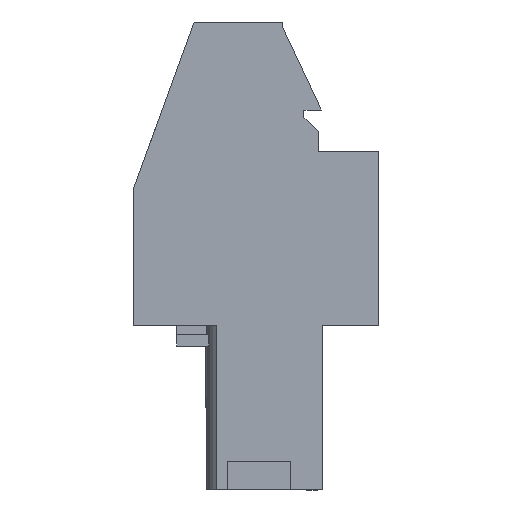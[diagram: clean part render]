
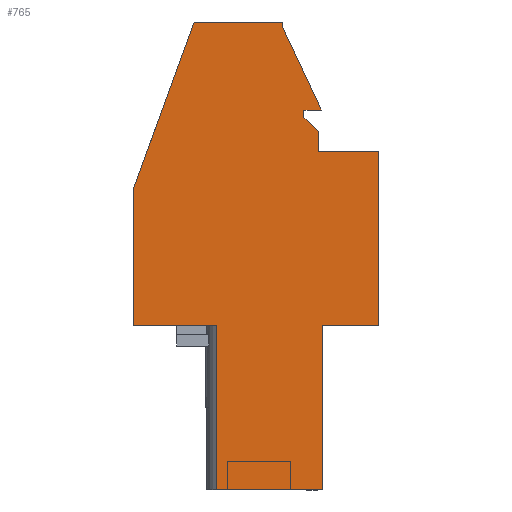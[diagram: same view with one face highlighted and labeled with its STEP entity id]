
A CAD part, left-side view. The second image highlights one B-rep face of the part: STEP entity #765.
In plain terms, the highlighted planar face has unit normal (-1, 0, 0).
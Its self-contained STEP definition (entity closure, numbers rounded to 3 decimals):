
#649=AXIS2_PLACEMENT_3D('Plane Axis2P3D',#646,#647,#648) ;
#49=CARTESIAN_POINT('Vertex',(0.,2.711,7.95)) ;
#52=CARTESIAN_POINT('Line Origine',(0.,2.711,3.975)) ;
#56=CARTESIAN_POINT('Vertex',(0.,2.711,0.)) ;
#107=CARTESIAN_POINT('Line Origine',(0.,1.356,7.95)) ;
#111=CARTESIAN_POINT('Vertex',(0.,0.,7.95)) ;
#646=CARTESIAN_POINT('Axis2P3D Location',(0.,12.132,0.)) ;
#651=CARTESIAN_POINT('Line Origine',(0.,5.261,0.)) ;
#655=CARTESIAN_POINT('Vertex',(0.,7.811,0.)) ;
#658=CARTESIAN_POINT('Line Origine',(0.,0.,12.15)) ;
#662=CARTESIAN_POINT('Vertex',(0.,0.,16.35)) ;
#665=CARTESIAN_POINT('Line Origine',(0.,1.45,16.35)) ;
#669=CARTESIAN_POINT('Vertex',(0.,2.9,16.35)) ;
#672=CARTESIAN_POINT('Line Origine',(0.,2.9,16.825)) ;
#676=CARTESIAN_POINT('Vertex',(0.,2.9,17.3)) ;
#679=CARTESIAN_POINT('Line Origine',(0.,3.25,17.65)) ;
#683=CARTESIAN_POINT('Vertex',(0.,3.6,18.)) ;
#686=CARTESIAN_POINT('Line Origine',(0.,3.6,18.175)) ;
#690=CARTESIAN_POINT('Vertex',(0.,3.6,18.35)) ;
#693=CARTESIAN_POINT('Line Origine',(0.,3.18,18.35)) ;
#697=CARTESIAN_POINT('Vertex',(0.,2.76,18.35)) ;
#700=CARTESIAN_POINT('Line Origine',(0.,3.704,20.375)) ;
#704=CARTESIAN_POINT('Vertex',(0.,4.649,22.4)) ;
#707=CARTESIAN_POINT('Line Origine',(0.,4.649,22.5)) ;
#711=CARTESIAN_POINT('Vertex',(0.,4.649,22.6)) ;
#714=CARTESIAN_POINT('Line Origine',(0.,6.778,22.6)) ;
#718=CARTESIAN_POINT('Vertex',(0.,8.908,22.6)) ;
#721=CARTESIAN_POINT('Line Origine',(0.,10.369,18.586)) ;
#725=CARTESIAN_POINT('Vertex',(0.,11.83,14.572)) ;
#728=CARTESIAN_POINT('Line Origine',(0.,11.83,11.261)) ;
#732=CARTESIAN_POINT('Vertex',(0.,11.83,7.95)) ;
#735=CARTESIAN_POINT('Line Origine',(0.,9.821,7.95)) ;
#739=CARTESIAN_POINT('Vertex',(0.,7.811,7.95)) ;
#742=CARTESIAN_POINT('Line Origine',(0.,7.811,3.975)) ;
#53=DIRECTION('Vector Direction',(0.,0.,1.)) ;
#108=DIRECTION('Vector Direction',(0.,1.,0.)) ;
#647=DIRECTION('Axis2P3D Direction',(-1.,0.,0.)) ;
#648=DIRECTION('Axis2P3D XDirection',(0.,-1.,0.)) ;
#652=DIRECTION('Vector Direction',(0.,1.,0.)) ;
#659=DIRECTION('Vector Direction',(0.,0.,1.)) ;
#666=DIRECTION('Vector Direction',(0.,1.,0.)) ;
#673=DIRECTION('Vector Direction',(0.,0.,1.)) ;
#680=DIRECTION('Vector Direction',(0.,0.707,0.707)) ;
#687=DIRECTION('Vector Direction',(0.,0.,1.)) ;
#694=DIRECTION('Vector Direction',(0.,-1.,0.)) ;
#701=DIRECTION('Vector Direction',(0.,0.423,0.906)) ;
#708=DIRECTION('Vector Direction',(0.,0.,1.)) ;
#715=DIRECTION('Vector Direction',(0.,1.,0.)) ;
#722=DIRECTION('Vector Direction',(0.,0.342,-0.94)) ;
#729=DIRECTION('Vector Direction',(0.,0.,1.)) ;
#736=DIRECTION('Vector Direction',(0.,-1.,0.)) ;
#743=DIRECTION('Vector Direction',(0.,0.,-1.)) ;
#54=VECTOR('Line Direction',#53,1.) ;
#109=VECTOR('Line Direction',#108,1.) ;
#653=VECTOR('Line Direction',#652,1.) ;
#660=VECTOR('Line Direction',#659,1.) ;
#667=VECTOR('Line Direction',#666,1.) ;
#674=VECTOR('Line Direction',#673,1.) ;
#681=VECTOR('Line Direction',#680,1.) ;
#688=VECTOR('Line Direction',#687,1.) ;
#695=VECTOR('Line Direction',#694,1.) ;
#702=VECTOR('Line Direction',#701,1.) ;
#709=VECTOR('Line Direction',#708,1.) ;
#716=VECTOR('Line Direction',#715,1.) ;
#723=VECTOR('Line Direction',#722,1.) ;
#730=VECTOR('Line Direction',#729,1.) ;
#737=VECTOR('Line Direction',#736,1.) ;
#744=VECTOR('Line Direction',#743,1.) ;
#748=ORIENTED_EDGE('',*,*,#657,.T.) ;
#749=ORIENTED_EDGE('',*,*,#58,.T.) ;
#750=ORIENTED_EDGE('',*,*,#113,.T.) ;
#751=ORIENTED_EDGE('',*,*,#664,.T.) ;
#752=ORIENTED_EDGE('',*,*,#671,.T.) ;
#753=ORIENTED_EDGE('',*,*,#678,.T.) ;
#754=ORIENTED_EDGE('',*,*,#685,.T.) ;
#755=ORIENTED_EDGE('',*,*,#692,.T.) ;
#756=ORIENTED_EDGE('',*,*,#699,.T.) ;
#757=ORIENTED_EDGE('',*,*,#706,.T.) ;
#758=ORIENTED_EDGE('',*,*,#713,.T.) ;
#759=ORIENTED_EDGE('',*,*,#720,.T.) ;
#760=ORIENTED_EDGE('',*,*,#727,.T.) ;
#761=ORIENTED_EDGE('',*,*,#734,.T.) ;
#762=ORIENTED_EDGE('',*,*,#741,.F.) ;
#763=ORIENTED_EDGE('',*,*,#746,.T.) ;
#765=ADVANCED_FACE('HOUSING',(#764),#650,.T.) ;
#58=EDGE_CURVE('',#57,#50,#55,.T.) ;
#113=EDGE_CURVE('',#50,#112,#110,.F.) ;
#657=EDGE_CURVE('',#656,#57,#654,.F.) ;
#664=EDGE_CURVE('',#112,#663,#661,.T.) ;
#671=EDGE_CURVE('',#663,#670,#668,.T.) ;
#678=EDGE_CURVE('',#670,#677,#675,.T.) ;
#685=EDGE_CURVE('',#677,#684,#682,.T.) ;
#692=EDGE_CURVE('',#684,#691,#689,.T.) ;
#699=EDGE_CURVE('',#691,#698,#696,.T.) ;
#706=EDGE_CURVE('',#698,#705,#703,.T.) ;
#713=EDGE_CURVE('',#705,#712,#710,.T.) ;
#720=EDGE_CURVE('',#712,#719,#717,.T.) ;
#727=EDGE_CURVE('',#719,#726,#724,.T.) ;
#734=EDGE_CURVE('',#726,#733,#731,.F.) ;
#741=EDGE_CURVE('',#740,#733,#738,.F.) ;
#746=EDGE_CURVE('',#740,#656,#745,.T.) ;
#747=EDGE_LOOP('',(#748,#749,#750,#751,#752,#753,#754,#755,#756,#757,#758,#759,#760,#761,#762,#763)) ;
#764=FACE_OUTER_BOUND('',#747,.T.) ;
#55=LINE('Line',#52,#54) ;
#110=LINE('Line',#107,#109) ;
#654=LINE('Line',#651,#653) ;
#661=LINE('Line',#658,#660) ;
#668=LINE('Line',#665,#667) ;
#675=LINE('Line',#672,#674) ;
#682=LINE('Line',#679,#681) ;
#689=LINE('Line',#686,#688) ;
#696=LINE('Line',#693,#695) ;
#703=LINE('Line',#700,#702) ;
#710=LINE('Line',#707,#709) ;
#717=LINE('Line',#714,#716) ;
#724=LINE('Line',#721,#723) ;
#731=LINE('Line',#728,#730) ;
#738=LINE('Line',#735,#737) ;
#745=LINE('Line',#742,#744) ;
#650=PLANE('',#649) ;
#50=VERTEX_POINT('',#49) ;
#57=VERTEX_POINT('',#56) ;
#112=VERTEX_POINT('',#111) ;
#656=VERTEX_POINT('',#655) ;
#663=VERTEX_POINT('',#662) ;
#670=VERTEX_POINT('',#669) ;
#677=VERTEX_POINT('',#676) ;
#684=VERTEX_POINT('',#683) ;
#691=VERTEX_POINT('',#690) ;
#698=VERTEX_POINT('',#697) ;
#705=VERTEX_POINT('',#704) ;
#712=VERTEX_POINT('',#711) ;
#719=VERTEX_POINT('',#718) ;
#726=VERTEX_POINT('',#725) ;
#733=VERTEX_POINT('',#732) ;
#740=VERTEX_POINT('',#739) ;
